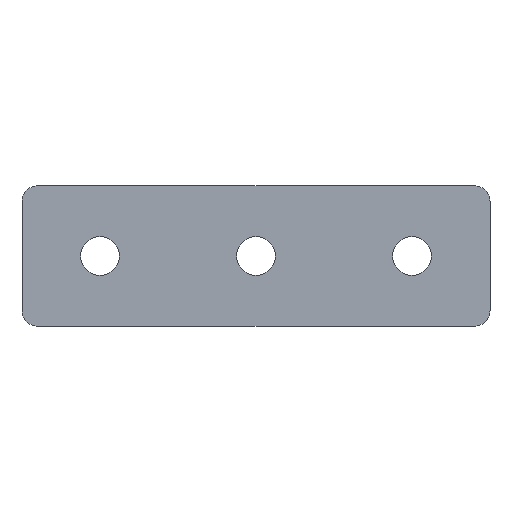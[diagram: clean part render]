
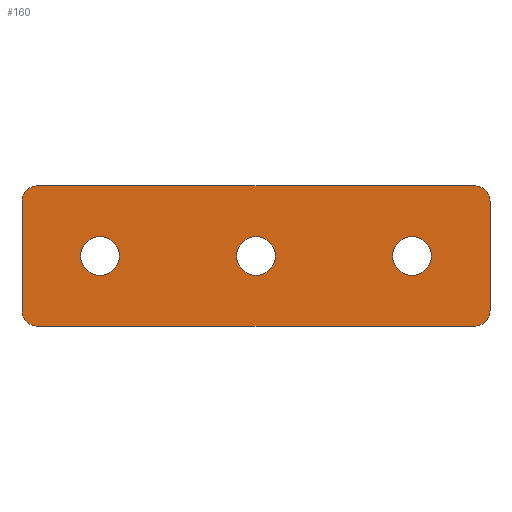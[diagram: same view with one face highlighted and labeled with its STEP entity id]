
A CAD part, top view. The second image highlights one B-rep face of the part: STEP entity #160.
In plain terms, the highlighted planar face has unit normal (0, 0, 1).
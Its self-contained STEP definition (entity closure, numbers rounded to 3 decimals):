
#1 = ORIENTED_EDGE ( 'NONE', *, *, #223, .T. ) ;
#3 = ORIENTED_EDGE ( 'NONE', *, *, #346, .T. ) ;
#9 = DIRECTION ( 'NONE',  ( -1., 0., 0. ) ) ;
#10 = DIRECTION ( 'NONE',  ( -1., 0., 0. ) ) ;
#11 = EDGE_CURVE ( 'NONE', #254, #325, #270, .T. ) ;
#14 = EDGE_LOOP ( 'NONE', ( #295, #83 ) ) ;
#16 = DIRECTION ( 'NONE',  ( 1., 0., 0. ) ) ;
#19 = ORIENTED_EDGE ( 'NONE', *, *, #563, .T. ) ;
#22 = EDGE_LOOP ( 'NONE', ( #451, #1, #199, #19, #419, #544, #371, #97 ) ) ;
#32 = VERTEX_POINT ( 'NONE', #453 ) ;
#33 = CARTESIAN_POINT ( 'NONE',  ( 28., -7., 4. ) ) ;
#46 = EDGE_CURVE ( 'NONE', #325, #32, #368, .T. ) ;
#47 = DIRECTION ( 'NONE',  ( 0., 0., -1. ) ) ;
#58 = DIRECTION ( 'NONE',  ( -1., 0., 0. ) ) ;
#61 = DIRECTION ( 'NONE',  ( 0., -1., 0. ) ) ;
#73 = CARTESIAN_POINT ( 'NONE',  ( -28., 7., 4. ) ) ;
#74 = DIRECTION ( 'NONE',  ( -1., 0., 0. ) ) ;
#75 = EDGE_CURVE ( 'NONE', #299, #421, #522, .T. ) ;
#76 = EDGE_LOOP ( 'NONE', ( #471, #499 ) ) ;
#78 = DIRECTION ( 'NONE',  ( -1., 0., 0. ) ) ;
#81 = AXIS2_PLACEMENT_3D ( 'NONE', #220, #536, #10 ) ;
#82 = AXIS2_PLACEMENT_3D ( 'NONE', #73, #236, #456 ) ;
#83 = ORIENTED_EDGE ( 'NONE', *, *, #75, .T. ) ;
#88 = CARTESIAN_POINT ( 'NONE',  ( 20., 0., 4. ) ) ;
#97 = ORIENTED_EDGE ( 'NONE', *, *, #484, .T. ) ;
#100 = CARTESIAN_POINT ( 'NONE',  ( -30., -7., 4. ) ) ;
#109 = DIRECTION ( 'NONE',  ( -1., 0., 0. ) ) ;
#110 = CARTESIAN_POINT ( 'NONE',  ( 28., 9., 4. ) ) ;
#111 = VERTEX_POINT ( 'NONE', #401 ) ;
#127 = AXIS2_PLACEMENT_3D ( 'NONE', #434, #182, #344 ) ;
#131 = CARTESIAN_POINT ( 'NONE',  ( -30., -9., 4. ) ) ;
#133 = EDGE_CURVE ( 'NONE', #32, #111, #228, .T. ) ;
#147 = FACE_BOUND ( 'NONE', #168, .T. ) ;
#153 = VECTOR ( 'NONE', #242, 1000. ) ;
#154 = CARTESIAN_POINT ( 'NONE',  ( 30., -7., 4. ) ) ;
#158 = CARTESIAN_POINT ( 'NONE',  ( 28., 7., 4. ) ) ;
#160 = ADVANCED_FACE ( 'NONE', ( #362, #543, #147, #321 ), #496, .F. ) ;
#166 = LINE ( 'NONE', #197, #268 ) ;
#168 = EDGE_LOOP ( 'NONE', ( #3, #412 ) ) ;
#171 = CIRCLE ( 'NONE', #221, 2.5 ) ;
#182 = DIRECTION ( 'NONE',  ( 0., 0., 1. ) ) ;
#187 = DIRECTION ( 'NONE',  ( 0., 0., -1. ) ) ;
#196 = DIRECTION ( 'NONE',  ( -1., 0., 0. ) ) ;
#197 = CARTESIAN_POINT ( 'NONE',  ( 30., -9., 4. ) ) ;
#199 = ORIENTED_EDGE ( 'NONE', *, *, #529, .T. ) ;
#209 = EDGE_CURVE ( 'NONE', #541, #516, #166, .T. ) ;
#215 = AXIS2_PLACEMENT_3D ( 'NONE', #380, #503, #196 ) ;
#220 = CARTESIAN_POINT ( 'NONE',  ( 0., 0., 4. ) ) ;
#221 = AXIS2_PLACEMENT_3D ( 'NONE', #222, #449, #231 ) ;
#222 = CARTESIAN_POINT ( 'NONE',  ( 0., 0., 4. ) ) ;
#223 = EDGE_CURVE ( 'NONE', #516, #252, #367, .T. ) ;
#228 = LINE ( 'NONE', #404, #487 ) ;
#229 = VERTEX_POINT ( 'NONE', #373 ) ;
#231 = DIRECTION ( 'NONE',  ( -1., 0., 0. ) ) ;
#232 = AXIS2_PLACEMENT_3D ( 'NONE', #558, #546, #78 ) ;
#234 = AXIS2_PLACEMENT_3D ( 'NONE', #33, #239, #411 ) ;
#236 = DIRECTION ( 'NONE',  ( 0., 0., 1. ) ) ;
#239 = DIRECTION ( 'NONE',  ( 0., 0., 1. ) ) ;
#242 = DIRECTION ( 'NONE',  ( -1., 0., 0. ) ) ;
#252 = VERTEX_POINT ( 'NONE', #110 ) ;
#254 = VERTEX_POINT ( 'NONE', #369 ) ;
#267 = CARTESIAN_POINT ( 'NONE',  ( 22.5, 0., 4. ) ) ;
#268 = VECTOR ( 'NONE', #465, 1000. ) ;
#270 = LINE ( 'NONE', #131, #397 ) ;
#284 = DIRECTION ( 'NONE',  ( 0., 0., -1. ) ) ;
#295 = ORIENTED_EDGE ( 'NONE', *, *, #338, .T. ) ;
#299 = VERTEX_POINT ( 'NONE', #517 ) ;
#312 = CARTESIAN_POINT ( 'NONE',  ( -28., 9., 4. ) ) ;
#321 = FACE_OUTER_BOUND ( 'NONE', #22, .T. ) ;
#325 = VERTEX_POINT ( 'NONE', #100 ) ;
#328 = VERTEX_POINT ( 'NONE', #312 ) ;
#335 = DIRECTION ( 'NONE',  ( 0., 0., 1. ) ) ;
#338 = EDGE_CURVE ( 'NONE', #421, #299, #426, .T. ) ;
#344 = DIRECTION ( 'NONE',  ( -1., 0., 0. ) ) ;
#346 = EDGE_CURVE ( 'NONE', #229, #562, #382, .T. ) ;
#347 = AXIS2_PLACEMENT_3D ( 'NONE', #350, #187, #9 ) ;
#350 = CARTESIAN_POINT ( 'NONE',  ( 20., 0., 4. ) ) ;
#351 = VERTEX_POINT ( 'NONE', #400 ) ;
#358 = CIRCLE ( 'NONE', #215, 2.5 ) ;
#362 = FACE_BOUND ( 'NONE', #76, .T. ) ;
#364 = CARTESIAN_POINT ( 'NONE',  ( -22.5, 0., 4. ) ) ;
#367 = CIRCLE ( 'NONE', #415, 2. ) ;
#368 = CIRCLE ( 'NONE', #127, 2. ) ;
#369 = CARTESIAN_POINT ( 'NONE',  ( -30., 7., 4. ) ) ;
#371 = ORIENTED_EDGE ( 'NONE', *, *, #133, .T. ) ;
#372 = CARTESIAN_POINT ( 'NONE',  ( -30., 9., 4. ) ) ;
#373 = CARTESIAN_POINT ( 'NONE',  ( 2.5, 0., 4. ) ) ;
#380 = CARTESIAN_POINT ( 'NONE',  ( -20., 0., 4. ) ) ;
#382 = CIRCLE ( 'NONE', #81, 2.5 ) ;
#397 = VECTOR ( 'NONE', #61, 1000. ) ;
#398 = EDGE_CURVE ( 'NONE', #562, #229, #171, .T. ) ;
#400 = CARTESIAN_POINT ( 'NONE',  ( -17.5, 0., 4. ) ) ;
#401 = CARTESIAN_POINT ( 'NONE',  ( 28., -9., 4. ) ) ;
#404 = CARTESIAN_POINT ( 'NONE',  ( -30., -9., 4. ) ) ;
#409 = CIRCLE ( 'NONE', #443, 2.5 ) ;
#411 = DIRECTION ( 'NONE',  ( -1., 0., 0. ) ) ;
#412 = ORIENTED_EDGE ( 'NONE', *, *, #398, .T. ) ;
#415 = AXIS2_PLACEMENT_3D ( 'NONE', #158, #335, #74 ) ;
#417 = CARTESIAN_POINT ( 'NONE',  ( 30., 7., 4. ) ) ;
#419 = ORIENTED_EDGE ( 'NONE', *, *, #11, .T. ) ;
#421 = VERTEX_POINT ( 'NONE', #267 ) ;
#426 = CIRCLE ( 'NONE', #347, 2.5 ) ;
#434 = CARTESIAN_POINT ( 'NONE',  ( -28., -7., 4. ) ) ;
#442 = CARTESIAN_POINT ( 'NONE',  ( -20., 0., 4. ) ) ;
#443 = AXIS2_PLACEMENT_3D ( 'NONE', #442, #284, #109 ) ;
#449 = DIRECTION ( 'NONE',  ( 0., 0., -1. ) ) ;
#451 = ORIENTED_EDGE ( 'NONE', *, *, #209, .T. ) ;
#453 = CARTESIAN_POINT ( 'NONE',  ( -28., -9., 4. ) ) ;
#456 = DIRECTION ( 'NONE',  ( -1., 0., 0. ) ) ;
#465 = DIRECTION ( 'NONE',  ( 0., 1., 0. ) ) ;
#470 = EDGE_CURVE ( 'NONE', #535, #351, #409, .T. ) ;
#471 = ORIENTED_EDGE ( 'NONE', *, *, #501, .T. ) ;
#481 = AXIS2_PLACEMENT_3D ( 'NONE', #88, #47, #58 ) ;
#484 = EDGE_CURVE ( 'NONE', #111, #541, #552, .T. ) ;
#487 = VECTOR ( 'NONE', #16, 1000. ) ;
#496 = PLANE ( 'NONE',  #232 ) ;
#499 = ORIENTED_EDGE ( 'NONE', *, *, #470, .T. ) ;
#500 = CARTESIAN_POINT ( 'NONE',  ( -2.5, 0., 4. ) ) ;
#501 = EDGE_CURVE ( 'NONE', #351, #535, #358, .T. ) ;
#503 = DIRECTION ( 'NONE',  ( 0., 0., -1. ) ) ;
#516 = VERTEX_POINT ( 'NONE', #417 ) ;
#517 = CARTESIAN_POINT ( 'NONE',  ( 17.5, 0., 4. ) ) ;
#522 = CIRCLE ( 'NONE', #481, 2.5 ) ;
#524 = CIRCLE ( 'NONE', #82, 2. ) ;
#529 = EDGE_CURVE ( 'NONE', #252, #328, #557, .T. ) ;
#535 = VERTEX_POINT ( 'NONE', #364 ) ;
#536 = DIRECTION ( 'NONE',  ( 0., 0., -1. ) ) ;
#541 = VERTEX_POINT ( 'NONE', #154 ) ;
#543 = FACE_BOUND ( 'NONE', #14, .T. ) ;
#544 = ORIENTED_EDGE ( 'NONE', *, *, #46, .T. ) ;
#546 = DIRECTION ( 'NONE',  ( 0., 0., -1. ) ) ;
#552 = CIRCLE ( 'NONE', #234, 2. ) ;
#557 = LINE ( 'NONE', #372, #153 ) ;
#558 = CARTESIAN_POINT ( 'NONE',  ( 0., 0., 4. ) ) ;
#562 = VERTEX_POINT ( 'NONE', #500 ) ;
#563 = EDGE_CURVE ( 'NONE', #328, #254, #524, .T. ) ;
